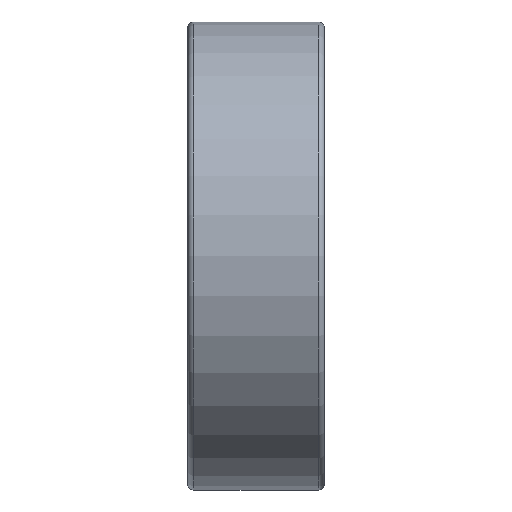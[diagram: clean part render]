
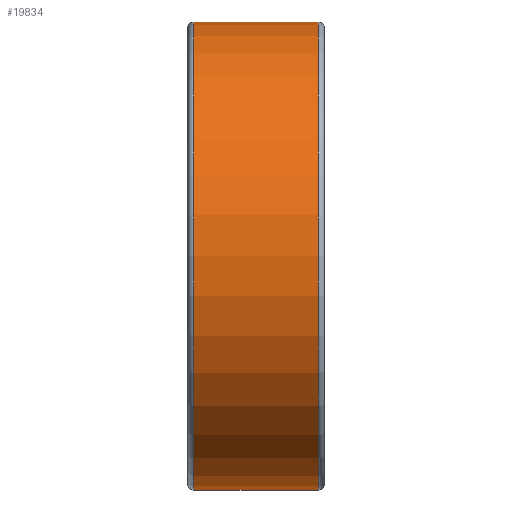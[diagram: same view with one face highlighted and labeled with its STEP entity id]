
A CAD part, top view. The second image highlights one B-rep face of the part: STEP entity #19834.
In plain terms, the highlighted cylindrical face has radius 12 mm (diameter 24 mm), a partial arc.
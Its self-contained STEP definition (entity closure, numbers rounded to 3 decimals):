
#9893=DIRECTION('',(-1.,0.,0.));
#9894=VECTOR('',#9893,6.4);
#9895=CARTESIAN_POINT('',(3.2,12.,0.));
#9896=LINE('',#9895,#9894);
#9900=DIRECTION('',(-1.,0.,0.));
#9901=VECTOR('',#9900,6.4);
#9902=CARTESIAN_POINT('',(3.2,-12.,0.));
#9903=LINE('',#9902,#9901);
#9915=CARTESIAN_POINT('',(3.2,0.,0.));
#9916=DIRECTION('',(1.,0.,0.));
#9917=DIRECTION('',(0.,1.,0.));
#9918=AXIS2_PLACEMENT_3D('',#9915,#9916,#9917);
#9923=CARTESIAN_POINT('',(-3.2,0.,0.));
#9924=DIRECTION('',(1.,0.,0.));
#9925=DIRECTION('',(0.,1.,0.));
#9926=AXIS2_PLACEMENT_3D('',#9923,#9924,#9925);
#16866=CARTESIAN_POINT('',(3.2,12.,0.));
#16867=CARTESIAN_POINT('',(-3.2,12.,0.));
#16868=VERTEX_POINT('',#16866);
#16869=VERTEX_POINT('',#16867);
#16878=CARTESIAN_POINT('',(3.2,-12.,0.));
#16879=CARTESIAN_POINT('',(-3.2,-12.,0.));
#16880=VERTEX_POINT('',#16878);
#16881=VERTEX_POINT('',#16879);
#19822=CARTESIAN_POINT('',(-3.85,0.,0.));
#19823=DIRECTION('',(1.,0.,0.));
#19824=DIRECTION('',(0.,-1.,0.));
#19825=AXIS2_PLACEMENT_3D('',#19822,#19823,#19824);
#19826=CYLINDRICAL_SURFACE('',#19825,12.);
#19827=ORIENTED_EDGE('',*,*,#19812,.F.);
#19828=ORIENTED_EDGE('',*,*,#19789,.T.);
#19829=ORIENTED_EDGE('',*,*,#19816,.T.);
#19831=ORIENTED_EDGE('',*,*,#19830,.F.);
#19832=EDGE_LOOP('',(#19827,#19828,#19829,#19831));
#19833=FACE_OUTER_BOUND('',#19832,.F.);
#9919=CIRCLE('',#9918,12.);
#9927=CIRCLE('',#9926,12.);
#19789=EDGE_CURVE('',#16868,#16880,#9919,.T.);
#19812=EDGE_CURVE('',#16868,#16869,#9896,.T.);
#19816=EDGE_CURVE('',#16880,#16881,#9903,.T.);
#19830=EDGE_CURVE('',#16869,#16881,#9927,.T.);
#19834=ADVANCED_FACE('',(#19833),#19826,.T.);
